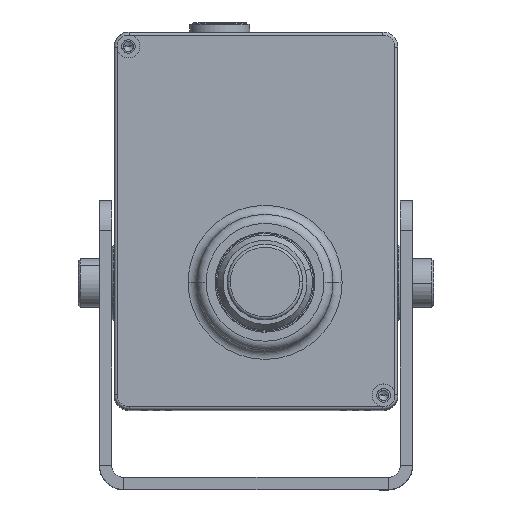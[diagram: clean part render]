
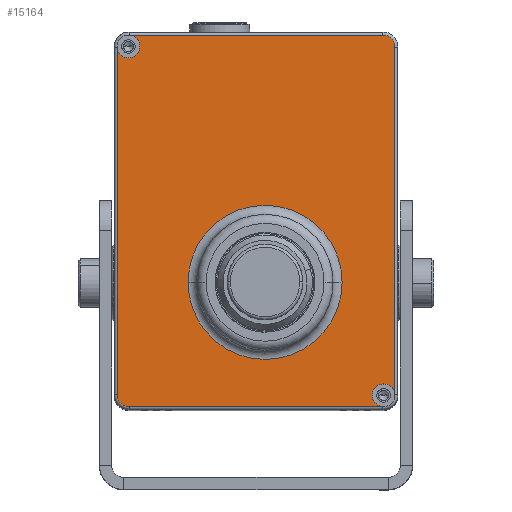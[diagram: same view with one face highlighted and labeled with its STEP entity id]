
A CAD part, top view. The second image highlights one B-rep face of the part: STEP entity #15164.
In plain terms, the highlighted face is planar.
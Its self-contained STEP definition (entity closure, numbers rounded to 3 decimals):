
#13950=CARTESIAN_POINT('',(22.5,-20.358,0.0));
#13951=VERTEX_POINT('',#13950);
#13959=CARTESIAN_POINT('',(-28.5,-20.358,0.0));
#13960=VERTEX_POINT('',#13959);
#13961=CARTESIAN_POINT('',(-3.,-20.358,0.0));
#13962=DIRECTION('',(0.0,0.0,1.0));
#13963=DIRECTION('',(-1.0,0.0,0.0));
#13964=AXIS2_PLACEMENT_3D('',#13961,#13962,#13963);
#13965=CIRCLE('',#13964,25.5);
#13966=EDGE_CURVE('',#13960,#13951,#13965,.T.);
#14266=CARTESIAN_POINT('',(45.998,57.627,0.0));
#14267=VERTEX_POINT('',#14266);
#14275=CARTESIAN_POINT('',(38.5,57.75,0.0));
#14276=VERTEX_POINT('',#14275);
#14277=CARTESIAN_POINT('',(42.25,57.75,0.0));
#14278=DIRECTION('',(0.0,0.0,-1.0));
#14279=DIRECTION('',(-1.0,0.0,0.0));
#14280=AXIS2_PLACEMENT_3D('',#14277,#14278,#14279);
#14281=CIRCLE('',#14280,3.75);
#14282=EDGE_CURVE('',#14267,#14276,#14281,.T.);
#14309=CARTESIAN_POINT('',(-38.5,-57.75,0.0));
#14310=VERTEX_POINT('',#14309);
#14317=CARTESIAN_POINT('',(-42.127,-61.498,0.0));
#14318=VERTEX_POINT('',#14317);
#14319=CARTESIAN_POINT('',(-42.25,-57.75,0.0));
#14320=DIRECTION('',(0.0,0.0,-1.0));
#14321=DIRECTION('',(-1.0,0.0,0.0));
#14322=AXIS2_PLACEMENT_3D('',#14319,#14320,#14321);
#14323=CIRCLE('',#14322,3.75);
#14324=EDGE_CURVE('',#14310,#14318,#14323,.T.);
#15045=CARTESIAN_POINT('',(50.6,-67.65,0.0));
#15046=DIRECTION('',(0.0,0.0,-1.0));
#15047=DIRECTION('',(-1.0,0.0,0.0));
#15048=AXIS2_PLACEMENT_3D('',#15045,#15046,#15047);
#15049=PLANE('',#15048);
#15050=ORIENTED_EDGE('',*,*,#14282,.F.);
#15051=CARTESIAN_POINT('',(46.,57.5,0.0));
#15052=VERTEX_POINT('',#15051);
#15053=CARTESIAN_POINT('',(42.,57.5,0.0));
#15054=DIRECTION('',(0.0,0.0,-1.0));
#15055=DIRECTION('',(-1.0,0.0,0.0));
#15056=AXIS2_PLACEMENT_3D('',#15053,#15054,#15055);
#15057=CIRCLE('',#15056,4.);
#15058=EDGE_CURVE('',#14267,#15052,#15057,.T.);
#15059=ORIENTED_EDGE('',*,*,#15058,.T.);
#15060=CARTESIAN_POINT('',(46.,-57.5,0.0));
#15061=VERTEX_POINT('',#15060);
#15062=CARTESIAN_POINT('',(46.,57.5,0.0));
#15063=DIRECTION('',(0.0,-1.0,0.0));
#15064=VECTOR('',#15063,115.);
#15065=LINE('',#15062,#15064);
#15066=EDGE_CURVE('',#15052,#15061,#15065,.T.);
#15067=ORIENTED_EDGE('',*,*,#15066,.T.);
#15068=CARTESIAN_POINT('',(42.,-61.5,0.0));
#15069=VERTEX_POINT('',#15068);
#15070=CARTESIAN_POINT('',(42.,-57.5,0.0));
#15071=DIRECTION('',(0.0,0.0,-1.0));
#15072=DIRECTION('',(-1.0,0.0,0.0));
#15073=AXIS2_PLACEMENT_3D('',#15070,#15071,#15072);
#15074=CIRCLE('',#15073,4.0);
#15075=EDGE_CURVE('',#15061,#15069,#15074,.T.);
#15076=ORIENTED_EDGE('',*,*,#15075,.T.);
#15077=CARTESIAN_POINT('',(-42.,-61.5,0.0));
#15078=VERTEX_POINT('',#15077);
#15079=CARTESIAN_POINT('',(42.,-61.5,0.0));
#15080=DIRECTION('',(-1.0,0.0,0.0));
#15081=VECTOR('',#15080,84.0);
#15082=LINE('',#15079,#15081);
#15083=EDGE_CURVE('',#15069,#15078,#15082,.T.);
#15084=ORIENTED_EDGE('',*,*,#15083,.T.);
#15085=CARTESIAN_POINT('',(-42.,-57.5,0.0));
#15086=DIRECTION('',(0.0,0.0,-1.0));
#15087=DIRECTION('',(-1.0,0.0,0.0));
#15088=AXIS2_PLACEMENT_3D('',#15085,#15086,#15087);
#15089=CIRCLE('',#15088,4.0);
#15090=EDGE_CURVE('',#15078,#14318,#15089,.T.);
#15091=ORIENTED_EDGE('',*,*,#15090,.T.);
#15092=ORIENTED_EDGE('',*,*,#14324,.F.);
#15093=CARTESIAN_POINT('',(-45.998,-57.627,0.0));
#15094=VERTEX_POINT('',#15093);
#15095=CARTESIAN_POINT('',(-42.25,-57.75,0.0));
#15096=DIRECTION('',(0.0,0.0,-1.0));
#15097=DIRECTION('',(-1.0,0.0,0.0));
#15098=AXIS2_PLACEMENT_3D('',#15095,#15096,#15097);
#15099=CIRCLE('',#15098,3.75);
#15100=EDGE_CURVE('',#15094,#14310,#15099,.T.);
#15101=ORIENTED_EDGE('',*,*,#15100,.F.);
#15102=CARTESIAN_POINT('',(-46.,-57.5,0.0));
#15103=VERTEX_POINT('',#15102);
#15104=CARTESIAN_POINT('',(-42.,-57.5,0.0));
#15105=DIRECTION('',(0.0,0.0,-1.0));
#15106=DIRECTION('',(-1.0,0.0,0.0));
#15107=AXIS2_PLACEMENT_3D('',#15104,#15105,#15106);
#15108=CIRCLE('',#15107,4.0);
#15109=EDGE_CURVE('',#15094,#15103,#15108,.T.);
#15110=ORIENTED_EDGE('',*,*,#15109,.T.);
#15111=CARTESIAN_POINT('',(-46.,57.5,0.0));
#15112=VERTEX_POINT('',#15111);
#15113=CARTESIAN_POINT('',(-46.,-57.5,0.0));
#15114=DIRECTION('',(0.0,1.0,0.0));
#15115=VECTOR('',#15114,115.);
#15116=LINE('',#15113,#15115);
#15117=EDGE_CURVE('',#15103,#15112,#15116,.T.);
#15118=ORIENTED_EDGE('',*,*,#15117,.T.);
#15119=CARTESIAN_POINT('',(-42.,61.5,0.0));
#15120=VERTEX_POINT('',#15119);
#15121=CARTESIAN_POINT('',(-42.,57.5,0.0));
#15122=DIRECTION('',(0.0,0.0,-1.0));
#15123=DIRECTION('',(-1.0,0.0,0.0));
#15124=AXIS2_PLACEMENT_3D('',#15121,#15122,#15123);
#15125=CIRCLE('',#15124,4.0);
#15126=EDGE_CURVE('',#15112,#15120,#15125,.T.);
#15127=ORIENTED_EDGE('',*,*,#15126,.T.);
#15128=CARTESIAN_POINT('',(42.,61.5,0.0));
#15129=VERTEX_POINT('',#15128);
#15130=CARTESIAN_POINT('',(-42.,61.5,0.0));
#15131=DIRECTION('',(1.0,0.0,0.0));
#15132=VECTOR('',#15131,84.);
#15133=LINE('',#15130,#15132);
#15134=EDGE_CURVE('',#15120,#15129,#15133,.T.);
#15135=ORIENTED_EDGE('',*,*,#15134,.T.);
#15136=CARTESIAN_POINT('',(42.127,61.498,0.0));
#15137=VERTEX_POINT('',#15136);
#15138=CARTESIAN_POINT('',(42.,57.5,0.0));
#15139=DIRECTION('',(0.0,0.0,-1.0));
#15140=DIRECTION('',(-1.0,0.0,0.0));
#15141=AXIS2_PLACEMENT_3D('',#15138,#15139,#15140);
#15142=CIRCLE('',#15141,4.);
#15143=EDGE_CURVE('',#15129,#15137,#15142,.T.);
#15144=ORIENTED_EDGE('',*,*,#15143,.T.);
#15145=CARTESIAN_POINT('',(42.25,57.75,0.0));
#15146=DIRECTION('',(0.0,0.0,-1.0));
#15147=DIRECTION('',(-1.0,0.0,0.0));
#15148=AXIS2_PLACEMENT_3D('',#15145,#15146,#15147);
#15149=CIRCLE('',#15148,3.75);
#15150=EDGE_CURVE('',#14276,#15137,#15149,.T.);
#15151=ORIENTED_EDGE('',*,*,#15150,.F.);
#15152=EDGE_LOOP('',(#15050,#15059,#15067,#15076,#15084,#15091,#15092,#15101,#15110,#15118,#15127,#15135,#15144,#15151));
#15153=FACE_OUTER_BOUND('',#15152,.T.);
#15154=ORIENTED_EDGE('',*,*,#13966,.T.);
#15155=CARTESIAN_POINT('',(-3.,-20.358,0.0));
#15156=DIRECTION('',(0.0,0.0,1.0));
#15157=DIRECTION('',(-1.0,0.0,0.0));
#15158=AXIS2_PLACEMENT_3D('',#15155,#15156,#15157);
#15159=CIRCLE('',#15158,25.5);
#15160=EDGE_CURVE('',#13951,#13960,#15159,.T.);
#15161=ORIENTED_EDGE('',*,*,#15160,.T.);
#15162=EDGE_LOOP('',(#15154,#15161));
#15163=FACE_BOUND('',#15162,.T.);
#15164=ADVANCED_FACE('',(#15153,#15163),#15049,.T.);
